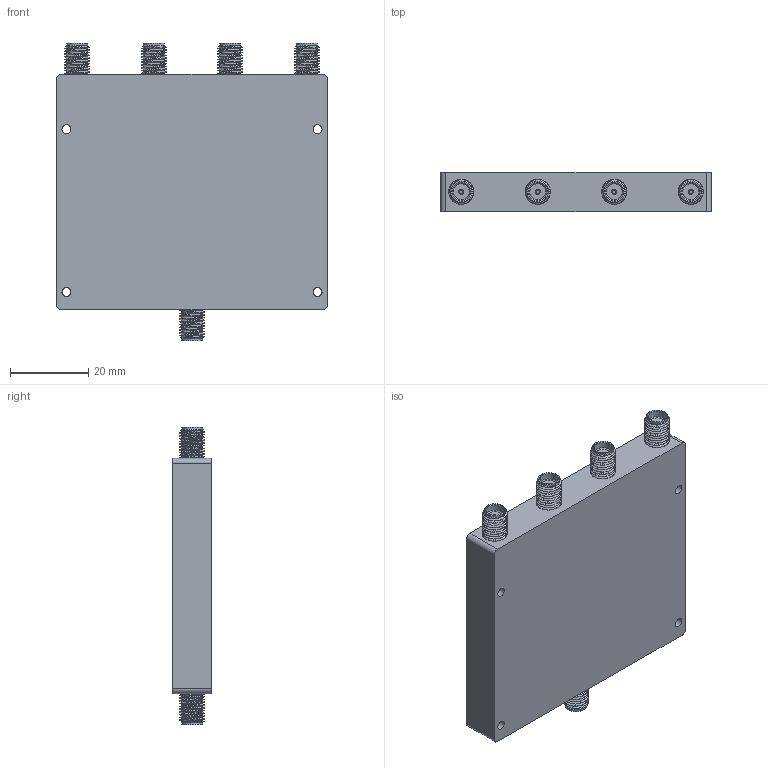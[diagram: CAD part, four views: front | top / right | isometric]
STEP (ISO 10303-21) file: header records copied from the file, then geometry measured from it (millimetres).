
FILE_DESCRIPTION (( 'STEP AP203' ), '1' );
FILE_NAME ('MP0218-4_3D.step', '2022-06-15T21:50:30', ( '' ), ( '' ), 'SwSTEP 2.0', 'SolidWorks 2021', '' );
FILE_SCHEMA (( 'CONFIG_CONTROL_DESIGN' ));
Length unit declared in the file: inch
Products named in the file (1): MP0218-4_3D
Bounding box: 69 x 10.05 x 75.75 mm (x, y, z)
Volume: 42135.1 mm3; surface area: 12492.1 mm2
Topology: 1 solids, 1 shells, 377 faces, 971 edges, 644 vertices
Faces by surface type: plane 202, bspline 123, cylinder 37, cone 15
Full cylindrical faces by diameter (mm): 0.94 x5, 1.27 x5, 2.286 x4, 4.572 x5, 5.385 x5
Entity records: 24115 total; most frequent: CARTESIAN_POINT 15886, ORIENTED_EDGE 1844, DIRECTION 1250, EDGE_CURVE 922, VERTEX_POINT 634, VECTOR 572, LINE 572, EDGE_LOOP 472
